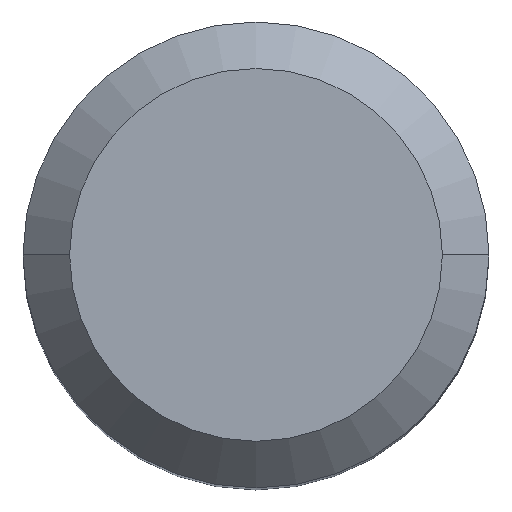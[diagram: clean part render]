
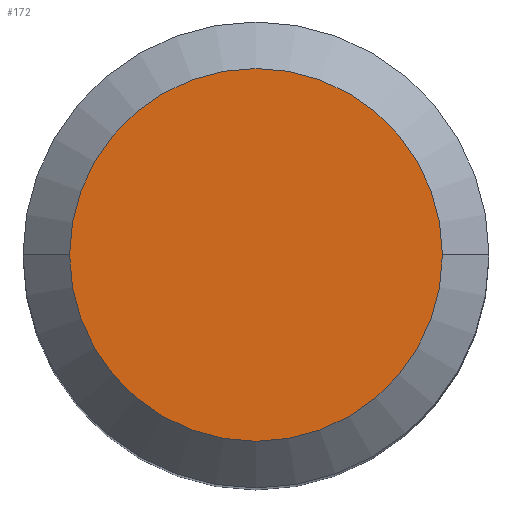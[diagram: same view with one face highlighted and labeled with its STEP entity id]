
A CAD part, top view. The second image highlights one B-rep face of the part: STEP entity #172.
In plain terms, the highlighted planar face has unit normal (0, 0, 1).
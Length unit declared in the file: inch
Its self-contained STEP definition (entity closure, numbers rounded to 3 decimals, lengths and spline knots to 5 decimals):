
#14 = EDGE_CURVE ( 'NONE', #423, #419, #167, .T. ) ;
#34 = AXIS2_PLACEMENT_3D ( 'NONE', #400, #239, #395 ) ;
#66 = DIRECTION ( 'NONE',  ( 0., 0., -1. ) ) ;
#143 = PLANE ( 'NONE',  #317 ) ;
#167 = CIRCLE ( 'NONE', #34, 0.28348 ) ;
#172 = ADVANCED_FACE ( 'NONE', ( #253 ), #143, .F. ) ;
#221 = DIRECTION ( 'NONE',  ( -1., 0., 0. ) ) ;
#226 = DIRECTION ( 'NONE',  ( 0., 0., 1. ) ) ;
#239 = DIRECTION ( 'NONE',  ( 0., 0., 1. ) ) ;
#242 = ORIENTED_EDGE ( 'NONE', *, *, #14, .T. ) ;
#253 = FACE_OUTER_BOUND ( 'NONE', #331, .T. ) ;
#256 = ORIENTED_EDGE ( 'NONE', *, *, #381, .T. ) ;
#295 = AXIS2_PLACEMENT_3D ( 'NONE', #450, #226, #378 ) ;
#317 = AXIS2_PLACEMENT_3D ( 'NONE', #408, #66, #221 ) ;
#331 = EDGE_LOOP ( 'NONE', ( #256, #242 ) ) ;
#378 = DIRECTION ( 'NONE',  ( 1., 0., 0. ) ) ;
#381 = EDGE_CURVE ( 'NONE', #419, #423, #386, .T. ) ;
#386 = CIRCLE ( 'NONE', #295, 0.28348 ) ;
#395 = DIRECTION ( 'NONE',  ( 1., 0., 0. ) ) ;
#400 = CARTESIAN_POINT ( 'NONE',  ( 0., 0., 0. ) ) ;
#408 = CARTESIAN_POINT ( 'NONE',  ( 0., 0., 0. ) ) ;
#419 = VERTEX_POINT ( 'NONE', #437 ) ;
#423 = VERTEX_POINT ( 'NONE', #433 ) ;
#433 = CARTESIAN_POINT ( 'NONE',  ( 0.28348, 0., 0. ) ) ;
#437 = CARTESIAN_POINT ( 'NONE',  ( -0.28348, 0., 0. ) ) ;
#450 = CARTESIAN_POINT ( 'NONE',  ( 0., 0., 0. ) ) ;
